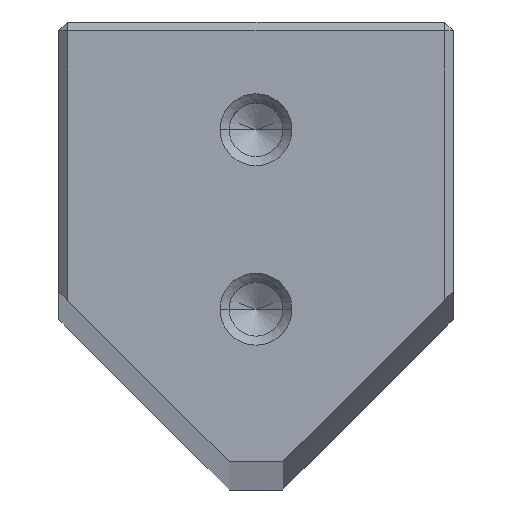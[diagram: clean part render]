
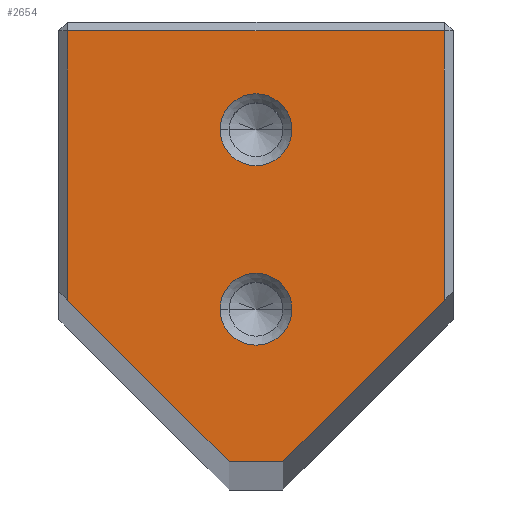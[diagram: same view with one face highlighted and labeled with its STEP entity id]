
A CAD part, top view. The second image highlights one B-rep face of the part: STEP entity #2654.
In plain terms, the highlighted planar face has unit normal (0, 0, 1).
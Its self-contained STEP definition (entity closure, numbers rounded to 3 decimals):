
#2654=ADVANCED_FACE('',(#3629,#3630,#3631),#3011,.T.);
#3011=PLANE('',#9731);
#3257=CIRCLE('',#9557,2.);
#3259=CIRCLE('',#9560,2.);
#3372=CIRCLE('',#9729,2.);
#3373=CIRCLE('',#9730,2.);
#3629=FACE_BOUND('',#3774,.T.);
#3630=FACE_BOUND('',#3775,.T.);
#3631=FACE_BOUND('',#3776,.T.);
#3774=EDGE_LOOP('',(#4712,#4713));
#3775=EDGE_LOOP('',(#4714,#4715));
#3776=EDGE_LOOP('',(#4716,#4717,#4718,#4719,#4720,#4721));
#4712=ORIENTED_EDGE('',*,*,#7271,.T.);
#4713=ORIENTED_EDGE('',*,*,#7488,.T.);
#4714=ORIENTED_EDGE('',*,*,#7267,.T.);
#4715=ORIENTED_EDGE('',*,*,#7489,.T.);
#4716=ORIENTED_EDGE('',*,*,#7464,.T.);
#4717=ORIENTED_EDGE('',*,*,#7490,.T.);
#4718=ORIENTED_EDGE('',*,*,#7491,.T.);
#4719=ORIENTED_EDGE('',*,*,#7492,.T.);
#4720=ORIENTED_EDGE('',*,*,#7470,.T.);
#4721=ORIENTED_EDGE('',*,*,#7466,.T.);
#6555=VERTEX_POINT('',#12507);
#6556=VERTEX_POINT('',#12509);
#6559=VERTEX_POINT('',#12516);
#6560=VERTEX_POINT('',#12518);
#6699=VERTEX_POINT('',#12900);
#6700=VERTEX_POINT('',#12902);
#6701=VERTEX_POINT('',#12906);
#6704=VERTEX_POINT('',#12914);
#6711=VERTEX_POINT('',#12944);
#6712=VERTEX_POINT('',#12946);
#7267=EDGE_CURVE('',#6556,#6555,#3257,.T.);
#7271=EDGE_CURVE('',#6560,#6559,#3259,.T.);
#7464=EDGE_CURVE('',#6700,#6699,#8331,.T.);
#7466=EDGE_CURVE('',#6701,#6700,#8333,.T.);
#7470=EDGE_CURVE('',#6704,#6701,#8337,.T.);
#7488=EDGE_CURVE('',#6559,#6560,#3372,.T.);
#7489=EDGE_CURVE('',#6555,#6556,#3373,.T.);
#7490=EDGE_CURVE('',#6699,#6711,#8346,.T.);
#7491=EDGE_CURVE('',#6711,#6712,#8347,.T.);
#7492=EDGE_CURVE('',#6712,#6704,#8348,.T.);
#8331=LINE('',#12901,#9057);
#8333=LINE('',#12905,#9059);
#8337=LINE('',#12913,#9063);
#8346=LINE('',#12943,#9072);
#8347=LINE('',#12945,#9073);
#8348=LINE('',#12947,#9074);
#9057=VECTOR('',#10658,1.);
#9059=VECTOR('',#10662,1.);
#9063=VECTOR('',#10668,1.);
#9072=VECTOR('',#10705,1.);
#9073=VECTOR('',#10706,1.);
#9074=VECTOR('',#10707,1.);
#9557=AXIS2_PLACEMENT_3D('',#12508,#10251,#10252);
#9560=AXIS2_PLACEMENT_3D('',#12517,#10259,#10260);
#9729=AXIS2_PLACEMENT_3D('',#12941,#10701,#10702);
#9730=AXIS2_PLACEMENT_3D('',#12942,#10703,#10704);
#9731=AXIS2_PLACEMENT_3D('',#12948,#10708,#10709);
#10251=DIRECTION('',(0.,0.,-1.));
#10252=DIRECTION('',(1.,0.,0.));
#10259=DIRECTION('',(0.,0.,-1.));
#10260=DIRECTION('',(1.,0.,0.));
#10658=DIRECTION('',(0.707,0.707,0.));
#10662=DIRECTION('',(1.,0.,0.));
#10668=DIRECTION('',(0.707,-0.707,0.));
#10701=DIRECTION('',(0.,0.,-1.));
#10702=DIRECTION('',(1.,0.,0.));
#10703=DIRECTION('',(0.,0.,-1.));
#10704=DIRECTION('',(1.,0.,0.));
#10705=DIRECTION('',(0.,1.,0.));
#10706=DIRECTION('',(-1.,0.,0.));
#10707=DIRECTION('',(0.,-1.,0.));
#10708=DIRECTION('',(0.,0.,1.));
#10709=DIRECTION('',(1.,0.,0.));
#12507=CARTESIAN_POINT('',(-2.,38.,0.));
#12508=CARTESIAN_POINT('',(0.,38.,0.));
#12509=CARTESIAN_POINT('',(2.,38.,0.));
#12516=CARTESIAN_POINT('',(-2.,28.,0.));
#12517=CARTESIAN_POINT('',(0.,28.,0.));
#12518=CARTESIAN_POINT('',(2.,28.,0.));
#12900=CARTESIAN_POINT('',(10.5,28.5,0.));
#12901=CARTESIAN_POINT('',(1.5,19.5,0.));
#12902=CARTESIAN_POINT('',(1.5,19.5,0.));
#12905=CARTESIAN_POINT('',(-1.5,19.5,0.));
#12906=CARTESIAN_POINT('',(-1.5,19.5,0.));
#12913=CARTESIAN_POINT('',(-1.5,19.5,0.));
#12914=CARTESIAN_POINT('',(-10.5,28.5,0.));
#12941=CARTESIAN_POINT('',(0.,28.,0.));
#12942=CARTESIAN_POINT('',(0.,38.,0.));
#12943=CARTESIAN_POINT('',(10.5,18.,0.));
#12944=CARTESIAN_POINT('',(10.5,43.5,0.));
#12945=CARTESIAN_POINT('',(0.,43.5,0.));
#12946=CARTESIAN_POINT('',(-10.5,43.5,0.));
#12947=CARTESIAN_POINT('',(-10.5,18.,0.));
#12948=CARTESIAN_POINT('',(0.,18.,0.));
